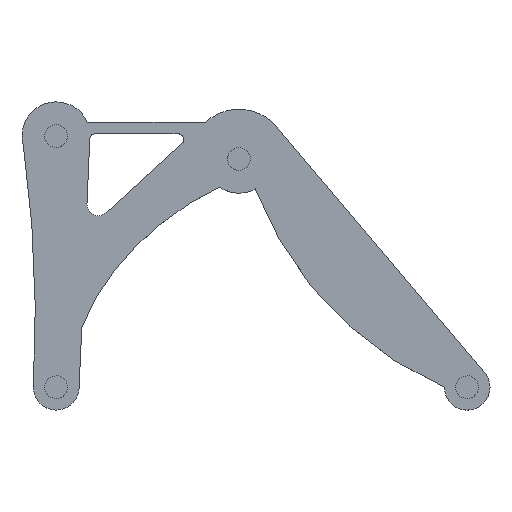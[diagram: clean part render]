
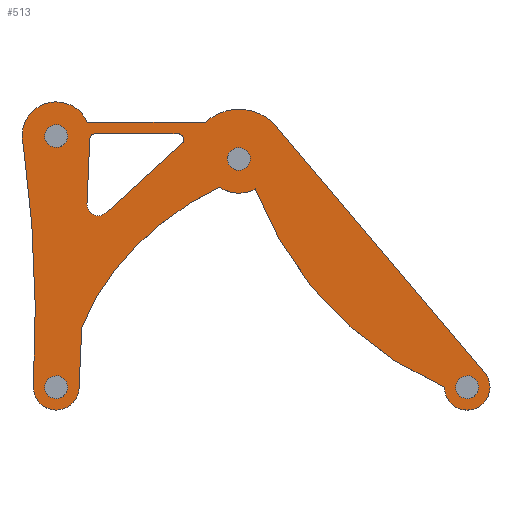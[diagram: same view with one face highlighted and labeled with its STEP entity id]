
A CAD part, top view. The second image highlights one B-rep face of the part: STEP entity #513.
In plain terms, the highlighted planar face has unit normal (0, 0, 1).
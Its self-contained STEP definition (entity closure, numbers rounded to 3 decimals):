
#31=FACE_BOUND('',#186,.T.);
#32=FACE_BOUND('',#187,.T.);
#33=FACE_BOUND('',#188,.T.);
#34=FACE_BOUND('',#189,.T.);
#35=FACE_BOUND('',#190,.T.);
#42=B_SPLINE_CURVE_WITH_KNOTS('',3,(#942,#943,#944,#945),.UNSPECIFIED.,
 .F.,.F.,(4,4),(1.,2.),.UNSPECIFIED.);
#55=LINE('',#818,#89);
#59=LINE('',#830,#93);
#63=LINE('',#842,#97);
#74=LINE('',#896,#108);
#78=LINE('',#908,#112);
#85=LINE('',#949,#119);
#89=VECTOR('',#657,10.);
#93=VECTOR('',#669,10.);
#97=VECTOR('',#681,10.);
#108=VECTOR('',#742,10.);
#112=VECTOR('',#754,10.);
#119=VECTOR('',#781,10.);
#159=FACE_OUTER_BOUND('',#185,.T.);
#185=EDGE_LOOP('',(#437,#438,#439,#440,#441,#442,#443,#444,#445,#446,#447));
#186=EDGE_LOOP('',(#448));
#187=EDGE_LOOP('',(#449));
#188=EDGE_LOOP('',(#450));
#189=EDGE_LOOP('',(#451));
#190=EDGE_LOOP('',(#452,#453,#454,#455,#456,#457));
#202=CIRCLE('',#580,5.);
#204=CIRCLE('',#584,2.5);
#206=CIRCLE('',#588,2.5);
#207=CIRCLE('',#590,5.);
#209=CIRCLE('',#593,5.);
#211=CIRCLE('',#596,5.);
#213=CIRCLE('',#599,5.);
#216=CIRCLE('',#603,10.);
#218=CIRCLE('',#606,545.253);
#220=CIRCLE('',#609,15.);
#222=CIRCLE('',#613,21.762);
#224=CIRCLE('',#617,10.);
#226=CIRCLE('',#620,154.491);
#228=CIRCLE('',#623,15.);
#235=VERTEX_POINT('',#815);
#236=VERTEX_POINT('',#817);
#238=VERTEX_POINT('',#823);
#240=VERTEX_POINT('',#829);
#242=VERTEX_POINT('',#835);
#244=VERTEX_POINT('',#841);
#245=VERTEX_POINT('',#848);
#247=VERTEX_POINT('',#854);
#249=VERTEX_POINT('',#860);
#251=VERTEX_POINT('',#866);
#255=VERTEX_POINT('',#875);
#256=VERTEX_POINT('',#877);
#258=VERTEX_POINT('',#883);
#260=VERTEX_POINT('',#889);
#262=VERTEX_POINT('',#895);
#264=VERTEX_POINT('',#901);
#266=VERTEX_POINT('',#907);
#268=VERTEX_POINT('',#913);
#270=VERTEX_POINT('',#919);
#272=VERTEX_POINT('',#925);
#274=VERTEX_POINT('',#941);
#282=EDGE_CURVE('',#236,#235,#55,.T.);
#285=EDGE_CURVE('',#238,#236,#202,.T.);
#288=EDGE_CURVE('',#240,#238,#59,.T.);
#291=EDGE_CURVE('',#242,#240,#204,.T.);
#294=EDGE_CURVE('',#244,#242,#63,.T.);
#297=EDGE_CURVE('',#235,#244,#206,.T.);
#298=EDGE_CURVE('',#245,#245,#207,.T.);
#301=EDGE_CURVE('',#247,#247,#209,.T.);
#304=EDGE_CURVE('',#249,#249,#211,.T.);
#307=EDGE_CURVE('',#251,#251,#213,.T.);
#312=EDGE_CURVE('',#256,#255,#216,.T.);
#315=EDGE_CURVE('',#258,#256,#218,.T.);
#318=EDGE_CURVE('',#260,#258,#220,.T.);
#321=EDGE_CURVE('',#262,#260,#74,.T.);
#324=EDGE_CURVE('',#264,#262,#222,.T.);
#327=EDGE_CURVE('',#266,#264,#78,.T.);
#330=EDGE_CURVE('',#268,#266,#224,.T.);
#333=EDGE_CURVE('',#270,#268,#226,.T.);
#336=EDGE_CURVE('',#272,#270,#228,.T.);
#339=EDGE_CURVE('',#274,#272,#42,.T.);
#342=EDGE_CURVE('',#255,#274,#85,.T.);
#437=ORIENTED_EDGE('',*,*,#342,.T.);
#438=ORIENTED_EDGE('',*,*,#339,.T.);
#439=ORIENTED_EDGE('',*,*,#336,.T.);
#440=ORIENTED_EDGE('',*,*,#333,.T.);
#441=ORIENTED_EDGE('',*,*,#330,.T.);
#442=ORIENTED_EDGE('',*,*,#327,.T.);
#443=ORIENTED_EDGE('',*,*,#324,.T.);
#444=ORIENTED_EDGE('',*,*,#321,.T.);
#445=ORIENTED_EDGE('',*,*,#318,.T.);
#446=ORIENTED_EDGE('',*,*,#315,.T.);
#447=ORIENTED_EDGE('',*,*,#312,.T.);
#448=ORIENTED_EDGE('',*,*,#307,.T.);
#449=ORIENTED_EDGE('',*,*,#304,.T.);
#450=ORIENTED_EDGE('',*,*,#301,.T.);
#451=ORIENTED_EDGE('',*,*,#298,.T.);
#452=ORIENTED_EDGE('',*,*,#297,.T.);
#453=ORIENTED_EDGE('',*,*,#294,.T.);
#454=ORIENTED_EDGE('',*,*,#291,.T.);
#455=ORIENTED_EDGE('',*,*,#288,.T.);
#456=ORIENTED_EDGE('',*,*,#285,.T.);
#457=ORIENTED_EDGE('',*,*,#282,.T.);
#487=PLANE('',#625);
#513=ADVANCED_FACE('',(#159,#31,#32,#33,#34,#35),#487,.T.);
#580=AXIS2_PLACEMENT_3D('',#824,#663,#664);
#584=AXIS2_PLACEMENT_3D('',#836,#675,#676);
#588=AXIS2_PLACEMENT_3D('',#846,#687,#688);
#590=AXIS2_PLACEMENT_3D('',#849,#691,#692);
#593=AXIS2_PLACEMENT_3D('',#855,#698,#699);
#596=AXIS2_PLACEMENT_3D('',#861,#705,#706);
#599=AXIS2_PLACEMENT_3D('',#867,#712,#713);
#603=AXIS2_PLACEMENT_3D('',#878,#722,#723);
#606=AXIS2_PLACEMENT_3D('',#884,#729,#730);
#609=AXIS2_PLACEMENT_3D('',#890,#736,#737);
#613=AXIS2_PLACEMENT_3D('',#902,#748,#749);
#617=AXIS2_PLACEMENT_3D('',#914,#760,#761);
#620=AXIS2_PLACEMENT_3D('',#920,#767,#768);
#623=AXIS2_PLACEMENT_3D('',#926,#774,#775);
#625=AXIS2_PLACEMENT_3D('',#950,#782,#783);
#657=DIRECTION('',(0.043,0.999,0.));
#663=DIRECTION('center_axis',(0.,0.,-1.));
#664=DIRECTION('ref_axis',(0.999,-0.043,0.));
#669=DIRECTION('',(-0.739,-0.674,0.));
#675=DIRECTION('center_axis',(0.,0.,-1.));
#676=DIRECTION('ref_axis',(-0.674,0.739,0.));
#681=DIRECTION('',(1.,0.,0.));
#687=DIRECTION('center_axis',(0.,0.,-1.));
#688=DIRECTION('ref_axis',(0.,-1.,0.));
#691=DIRECTION('center_axis',(0.,0.,-1.));
#692=DIRECTION('ref_axis',(-1.,0.,0.));
#698=DIRECTION('center_axis',(0.,0.,-1.));
#699=DIRECTION('ref_axis',(-1.,0.,0.));
#705=DIRECTION('center_axis',(0.,0.,-1.));
#706=DIRECTION('ref_axis',(-1.,0.,0.));
#712=DIRECTION('center_axis',(0.,0.,-1.));
#713=DIRECTION('ref_axis',(-1.,0.,0.));
#722=DIRECTION('center_axis',(0.,0.,1.));
#723=DIRECTION('ref_axis',(-0.994,0.109,0.));
#729=DIRECTION('center_axis',(0.,0.,-1.));
#730=DIRECTION('ref_axis',(-0.998,0.056,0.));
#736=DIRECTION('center_axis',(0.,0.,1.));
#737=DIRECTION('ref_axis',(0.914,0.405,0.));
#742=DIRECTION('',(-1.,0.,0.));
#748=DIRECTION('center_axis',(0.,0.,1.));
#749=DIRECTION('ref_axis',(0.7,0.714,0.));
#754=DIRECTION('',(-0.646,0.763,0.));
#760=DIRECTION('center_axis',(0.,0.,1.));
#761=DIRECTION('ref_axis',(-1.,0.,0.));
#767=DIRECTION('center_axis',(0.,0.,1.));
#768=DIRECTION('ref_axis',(-0.935,-0.355,0.));
#774=DIRECTION('center_axis',(0.,0.,1.));
#775=DIRECTION('ref_axis',(-0.568,-0.823,0.));
#781=DIRECTION('',(0.045,0.999,0.));
#782=DIRECTION('center_axis',(0.,0.,1.));
#783=DIRECTION('ref_axis',(1.,0.,0.));
#815=CARTESIAN_POINT('',(-75.296,53.651,9.4));
#817=CARTESIAN_POINT('',(-76.519,25.342,9.4));
#818=CARTESIAN_POINT('',(-76.519,25.342,9.4));
#823=CARTESIAN_POINT('',(-68.155,21.431,9.4));
#824=CARTESIAN_POINT('Origin',(-71.524,25.127,9.4));
#829=CARTESIAN_POINT('',(-34.957,51.696,9.4));
#830=CARTESIAN_POINT('',(-34.957,51.696,9.4));
#835=CARTESIAN_POINT('',(-36.641,56.043,9.4));
#836=CARTESIAN_POINT('Origin',(-36.641,53.543,9.4));
#841=CARTESIAN_POINT('',(-72.798,56.043,9.4));
#842=CARTESIAN_POINT('',(-72.798,56.043,9.4));
#846=CARTESIAN_POINT('Origin',(-72.798,53.543,9.4));
#848=CARTESIAN_POINT('',(-85.,55.,9.4));
#849=CARTESIAN_POINT('Origin',(-90.,55.,9.4));
#854=CARTESIAN_POINT('',(-85.,-55.,9.4));
#855=CARTESIAN_POINT('Origin',(-90.,-55.,9.4));
#860=CARTESIAN_POINT('',(95.,-55.,9.4));
#861=CARTESIAN_POINT('Origin',(90.,-55.,9.4));
#866=CARTESIAN_POINT('',(-5.,45.,9.4));
#867=CARTESIAN_POINT('Origin',(-10.,45.,9.4));
#875=CARTESIAN_POINT('',(-80.01,-55.453,9.4));
#877=CARTESIAN_POINT('',(-100.,-55.,9.4));
#878=CARTESIAN_POINT('Origin',(-90.,-55.,9.4));
#883=CARTESIAN_POINT('',(-104.394,50.778,9.4));
#884=CARTESIAN_POINT('Origin',(-644.406,-24.632,9.4));
#889=CARTESIAN_POINT('',(-76.288,61.082,9.4));
#890=CARTESIAN_POINT('Origin',(-90.,55.,9.4));
#895=CARTESIAN_POINT('',(-24.661,61.082,9.4));
#896=CARTESIAN_POINT('',(-24.661,61.082,9.4));
#901=CARTESIAN_POINT('',(5.233,60.541,9.4));
#902=CARTESIAN_POINT('Origin',(-10.,45.,9.4));
#907=CARTESIAN_POINT('',(97.63,-48.536,9.4));
#908=CARTESIAN_POINT('',(97.63,-48.536,9.4));
#913=CARTESIAN_POINT('',(80.,-55.,9.4));
#914=CARTESIAN_POINT('Origin',(90.,-55.,9.4));
#919=CARTESIAN_POINT('',(-2.795,31.844,9.4));
#920=CARTESIAN_POINT('Origin',(141.645,86.659,9.4));
#925=CARTESIAN_POINT('',(-18.525,32.658,9.4));
#926=CARTESIAN_POINT('Origin',(-10.,45.,9.4));
#941=CARTESIAN_POINT('',(-78.81,-29.,9.4));
#942=CARTESIAN_POINT('Ctrl Pts',(-78.81,-29.,9.4));
#943=CARTESIAN_POINT('Ctrl Pts',(-67.,2.195,9.4));
#944=CARTESIAN_POINT('Ctrl Pts',(-37.754,24.031,9.4));
#945=CARTESIAN_POINT('Ctrl Pts',(-18.525,32.658,9.4));
#949=CARTESIAN_POINT('',(-80.01,-55.453,9.4));
#950=CARTESIAN_POINT('Origin',(-2.5,2.5,9.4));
